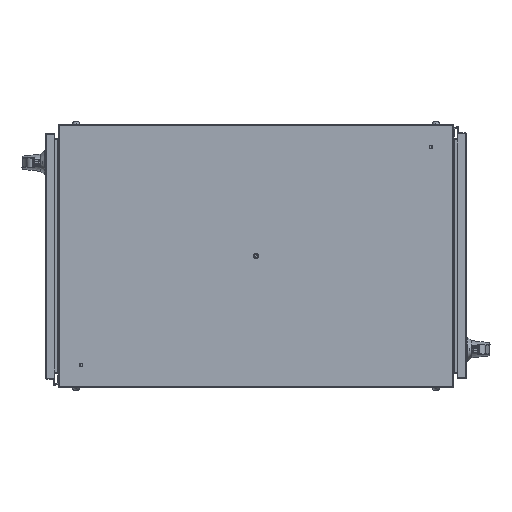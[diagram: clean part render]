
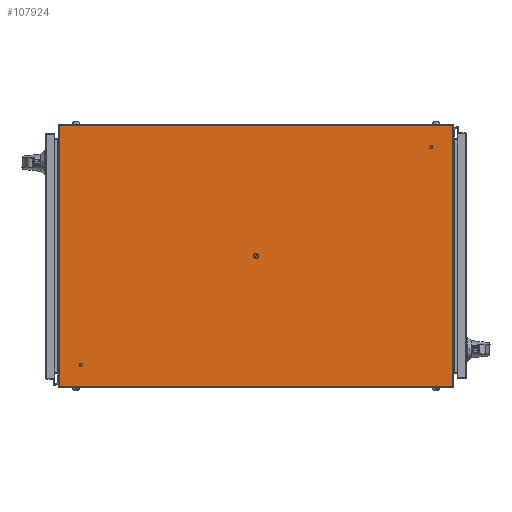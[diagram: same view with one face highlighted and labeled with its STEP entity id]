
A CAD part, front view. The second image highlights one B-rep face of the part: STEP entity #107924.
In plain terms, the highlighted face is planar.
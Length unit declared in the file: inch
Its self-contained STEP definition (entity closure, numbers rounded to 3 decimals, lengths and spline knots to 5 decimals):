
#15581 = VERTEX_POINT ( 'NONE', #50076 ) ;
#17578 = ORIENTED_EDGE ( 'NONE', *, *, #184403, .T. ) ;
#18934 = DIRECTION ( 'NONE',  ( 0., 1., 0. ) ) ;
#26409 = DIRECTION ( 'NONE',  ( 0., 0., -1. ) ) ;
#26616 = CARTESIAN_POINT ( 'NONE',  ( 11.935, -17.887, 0. ) ) ;
#29053 = VECTOR ( 'NONE', #172213, 39.37008 ) ;
#30790 = VECTOR ( 'NONE', #31109, 39.37008 ) ;
#31109 = DIRECTION ( 'NONE',  ( 0., -1., 0. ) ) ;
#33632 = LINE ( 'NONE', #125796, #92121 ) ;
#34720 = CARTESIAN_POINT ( 'NONE',  ( -11.935, 17.887, 0. ) ) ;
#35346 = EDGE_CURVE ( 'NONE', #141601, #15581, #181757, .T. ) ;
#35991 = LINE ( 'NONE', #76087, #152816 ) ;
#50076 = CARTESIAN_POINT ( 'NONE',  ( 11.935, 17.887, 0. ) ) ;
#54005 = DIRECTION ( 'NONE',  ( -1., 0., 0. ) ) ;
#60128 = AXIS2_PLACEMENT_3D ( 'NONE', #141368, #26409, #71618 ) ;
#66129 = ORIENTED_EDGE ( 'NONE', *, *, #35346, .T. ) ;
#69010 = LINE ( 'NONE', #117961, #30790 ) ;
#71618 = DIRECTION ( 'NONE',  ( -1., 0., 0. ) ) ;
#73062 = VERTEX_POINT ( 'NONE', #26616 ) ;
#76087 = CARTESIAN_POINT ( 'NONE',  ( -11.935, -18.03, 0. ) ) ;
#76209 = EDGE_LOOP ( 'NONE', ( #78154, #17578, #159465, #66129 ) ) ;
#78154 = ORIENTED_EDGE ( 'NONE', *, *, #185197, .T. ) ;
#92121 = VECTOR ( 'NONE', #54005, 39.37008 ) ;
#95761 = EDGE_CURVE ( 'NONE', #107881, #141601, #35991, .T. ) ;
#96880 = CARTESIAN_POINT ( 'NONE',  ( -11.935, -17.887, 0. ) ) ;
#107881 = VERTEX_POINT ( 'NONE', #96880 ) ;
#107924 = ADVANCED_FACE ( 'NONE', ( #134685 ), #143246, .T. ) ;
#117961 = CARTESIAN_POINT ( 'NONE',  ( 11.935, -18.03, 0. ) ) ;
#125796 = CARTESIAN_POINT ( 'NONE',  ( 11.935, -17.887, 0. ) ) ;
#134685 = FACE_OUTER_BOUND ( 'NONE', #76209, .T. ) ;
#141368 = CARTESIAN_POINT ( 'NONE',  ( 11.935, -18.03, 0. ) ) ;
#141601 = VERTEX_POINT ( 'NONE', #34720 ) ;
#143246 = PLANE ( 'NONE',  #60128 ) ;
#152816 = VECTOR ( 'NONE', #18934, 39.37008 ) ;
#159465 = ORIENTED_EDGE ( 'NONE', *, *, #95761, .T. ) ;
#172213 = DIRECTION ( 'NONE',  ( 1., 0., 0. ) ) ;
#181757 = LINE ( 'NONE', #184734, #29053 ) ;
#184403 = EDGE_CURVE ( 'NONE', #73062, #107881, #33632, .T. ) ;
#184734 = CARTESIAN_POINT ( 'NONE',  ( 11.935, 17.887, 0. ) ) ;
#185197 = EDGE_CURVE ( 'NONE', #15581, #73062, #69010, .T. ) ;
